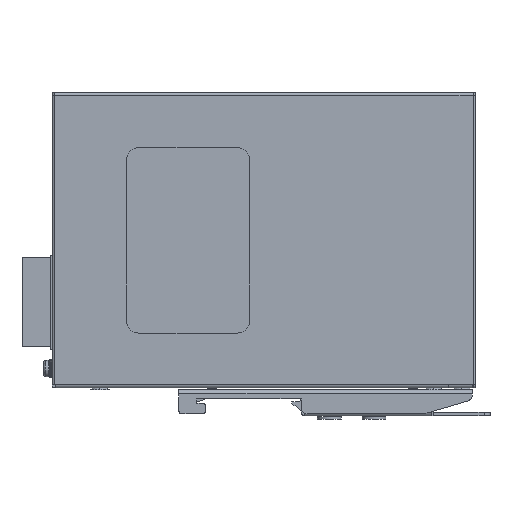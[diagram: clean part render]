
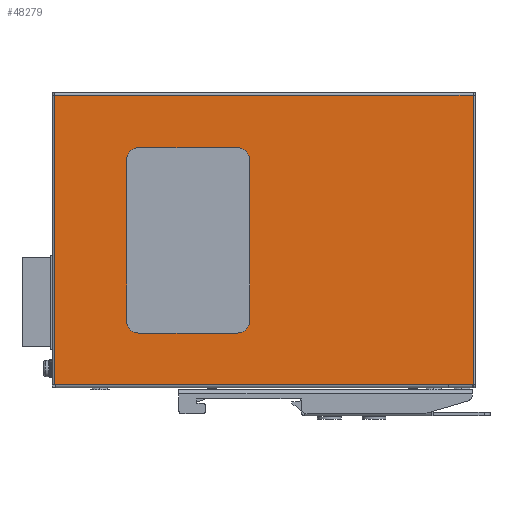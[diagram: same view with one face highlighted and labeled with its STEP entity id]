
A CAD part, left-side view. The second image highlights one B-rep face of the part: STEP entity #48279.
In plain terms, the highlighted planar face has unit normal (-1, 0, 0).
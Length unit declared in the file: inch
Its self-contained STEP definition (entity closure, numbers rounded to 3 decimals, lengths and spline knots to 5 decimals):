
#953 = LINE ( 'NONE', #65617, #5751 ) ;
#1079 = DIRECTION ( 'NONE',  ( 0., 0., -1. ) ) ;
#2383 = CIRCLE ( 'NONE', #51498, 0.15748 ) ;
#2386 = CARTESIAN_POINT ( 'NONE',  ( -1.15859, -0.01625, 3.17323 ) ) ;
#2698 = EDGE_CURVE ( 'NONE', #17624, #96201, #61805, .T. ) ;
#5751 = VECTOR ( 'NONE', #51771, 39.37008 ) ;
#7967 = DIRECTION ( 'NONE',  ( 0., 0., -1. ) ) ;
#9247 = ORIENTED_EDGE ( 'NONE', *, *, #2698, .F. ) ;
#9258 = ORIENTED_EDGE ( 'NONE', *, *, #65157, .F. ) ;
#9928 = CIRCLE ( 'NONE', #37026, 0.15748 ) ;
#10943 = VECTOR ( 'NONE', #81097, 39.37008 ) ;
#11121 = CARTESIAN_POINT ( 'NONE',  ( -1.15859, 1.79478, 2.04724 ) ) ;
#11952 = DIRECTION ( 'NONE',  ( 0., 1., 0. ) ) ;
#12160 = LINE ( 'NONE', #11121, #97240 ) ;
#12571 = EDGE_CURVE ( 'NONE', #92055, #71063, #9928, .T. ) ;
#13814 = VECTOR ( 'NONE', #91684, 39.37008 ) ;
#14629 = CARTESIAN_POINT ( 'NONE',  ( -1.15859, -2.78003, 3.85827 ) ) ;
#15376 = PLANE ( 'NONE',  #26488 ) ;
#17624 = VERTEX_POINT ( 'NONE', #100068 ) ;
#19332 = ORIENTED_EDGE ( 'NONE', *, *, #63048, .F. ) ;
#20992 = DIRECTION ( 'NONE',  ( 0., -1., 0. ) ) ;
#25718 = CIRCLE ( 'NONE', #59568, 0.15748 ) ;
#26488 = AXIS2_PLACEMENT_3D ( 'NONE', #47702, #80063, #7967 ) ;
#27007 = LINE ( 'NONE', #59366, #13814 ) ;
#27442 = EDGE_CURVE ( 'NONE', #52541, #48877, #93019, .T. ) ;
#29113 = DIRECTION ( 'NONE',  ( 0., 0., -1. ) ) ;
#30667 = EDGE_CURVE ( 'NONE', #96201, #51530, #27007, .T. ) ;
#30789 = FACE_OUTER_BOUND ( 'NONE', #37173, .T. ) ;
#31306 = ORIENTED_EDGE ( 'NONE', *, *, #12571, .T. ) ;
#31514 = DIRECTION ( 'NONE',  ( 0., 0., -1. ) ) ;
#31941 = VECTOR ( 'NONE', #82938, 39.37008 ) ;
#33197 = VECTOR ( 'NONE', #70049, 39.37008 ) ;
#34011 = VERTEX_POINT ( 'NONE', #34234 ) ;
#34150 = CARTESIAN_POINT ( 'NONE',  ( -1.15859, 1.79478, 3.01575 ) ) ;
#34234 = CARTESIAN_POINT ( 'NONE',  ( -1.15859, 0.33021, 0.72441 ) ) ;
#34661 = VECTOR ( 'NONE', #11952, 39.37008 ) ;
#36900 = CIRCLE ( 'NONE', #47123, 0.15748 ) ;
#36940 = CARTESIAN_POINT ( 'NONE',  ( -1.15859, 1.6373, 3.01575 ) ) ;
#37026 = AXIS2_PLACEMENT_3D ( 'NONE', #71788, #71242, #31514 ) ;
#37173 = EDGE_LOOP ( 'NONE', ( #19332, #80828, #100355, #9247, #9258, #51827 ) ) ;
#40078 = ORIENTED_EDGE ( 'NONE', *, *, #101106, .T. ) ;
#40690 = LINE ( 'NONE', #50209, #57378 ) ;
#40811 = LINE ( 'NONE', #96510, #10943 ) ;
#41742 = DIRECTION ( 'NONE',  ( 0., 0., 1. ) ) ;
#47123 = AXIS2_PLACEMENT_3D ( 'NONE', #36940, #84647, #75671 ) ;
#47702 = CARTESIAN_POINT ( 'NONE',  ( -1.15859, -0.01625, 2.04724 ) ) ;
#48279 = ADVANCED_FACE ( 'NONE', ( #30789, #88002 ), #15376, .F. ) ;
#48877 = VERTEX_POINT ( 'NONE', #94570 ) ;
#49885 = ORIENTED_EDGE ( 'NONE', *, *, #82803, .F. ) ;
#49980 = CARTESIAN_POINT ( 'NONE',  ( -1.15859, -0.01625, 0.72441 ) ) ;
#50209 = CARTESIAN_POINT ( 'NONE',  ( -1.15859, 2.74753, 2.04724 ) ) ;
#51498 = AXIS2_PLACEMENT_3D ( 'NONE', #60952, #75790, #29113 ) ;
#51530 = VERTEX_POINT ( 'NONE', #103313 ) ;
#51687 = EDGE_CURVE ( 'NONE', #51530, #64274, #40690, .T. ) ;
#51771 = DIRECTION ( 'NONE',  ( 0., 0., 1. ) ) ;
#51827 = ORIENTED_EDGE ( 'NONE', *, *, #66217, .F. ) ;
#52541 = VERTEX_POINT ( 'NONE', #92675 ) ;
#52982 = DIRECTION ( 'NONE',  ( 0., 0., -1. ) ) ;
#53332 = CARTESIAN_POINT ( 'NONE',  ( -1.15859, -0.01625, 3.86614 ) ) ;
#57203 = CARTESIAN_POINT ( 'NONE',  ( -1.15859, 1.79478, 0.88189 ) ) ;
#57378 = VECTOR ( 'NONE', #41742, 39.37008 ) ;
#57631 = VERTEX_POINT ( 'NONE', #100715 ) ;
#59227 = CARTESIAN_POINT ( 'NONE',  ( -1.15859, 0.17273, 0.88189 ) ) ;
#59366 = CARTESIAN_POINT ( 'NONE',  ( -1.15859, 2.74753, 2.04724 ) ) ;
#59564 = ORIENTED_EDGE ( 'NONE', *, *, #86604, .T. ) ;
#59568 = AXIS2_PLACEMENT_3D ( 'NONE', #97583, #73692, #1079 ) ;
#60952 = CARTESIAN_POINT ( 'NONE',  ( -1.15859, 0.33021, 3.01575 ) ) ;
#61446 = VECTOR ( 'NONE', #20992, 39.37008 ) ;
#61805 = LINE ( 'NONE', #100529, #34661 ) ;
#63048 = EDGE_CURVE ( 'NONE', #64274, #57631, #95211, .T. ) ;
#64077 = EDGE_CURVE ( 'NONE', #81617, #90418, #953, .T. ) ;
#64274 = VERTEX_POINT ( 'NONE', #69224 ) ;
#65157 = EDGE_CURVE ( 'NONE', #67241, #17624, #40811, .T. ) ;
#65617 = CARTESIAN_POINT ( 'NONE',  ( -1.15859, 0.17273, 2.04724 ) ) ;
#66217 = EDGE_CURVE ( 'NONE', #57631, #67241, #85946, .T. ) ;
#67241 = VERTEX_POINT ( 'NONE', #14629 ) ;
#69224 = CARTESIAN_POINT ( 'NONE',  ( -1.15859, 2.74753, 3.86614 ) ) ;
#70049 = DIRECTION ( 'NONE',  ( 0., 0., -1. ) ) ;
#71063 = VERTEX_POINT ( 'NONE', #57203 ) ;
#71064 = ORIENTED_EDGE ( 'NONE', *, *, #64077, .F. ) ;
#71242 = DIRECTION ( 'NONE',  ( 1., 0., 0. ) ) ;
#71788 = CARTESIAN_POINT ( 'NONE',  ( -1.15859, 1.6373, 0.88189 ) ) ;
#73692 = DIRECTION ( 'NONE',  ( 1., 0., 0. ) ) ;
#73987 = ORIENTED_EDGE ( 'NONE', *, *, #76034, .F. ) ;
#75671 = DIRECTION ( 'NONE',  ( 0., 0., -1. ) ) ;
#75790 = DIRECTION ( 'NONE',  ( 1., 0., 0. ) ) ;
#76028 = EDGE_CURVE ( 'NONE', #52541, #90418, #2383, .T. ) ;
#76034 = EDGE_CURVE ( 'NONE', #94734, #71063, #12160, .T. ) ;
#78506 = CARTESIAN_POINT ( 'NONE',  ( -1.15859, -2.78003, 2.04724 ) ) ;
#80063 = DIRECTION ( 'NONE',  ( 1., 0., 0. ) ) ;
#80828 = ORIENTED_EDGE ( 'NONE', *, *, #51687, .F. ) ;
#81097 = DIRECTION ( 'NONE',  ( 0., 0., -1. ) ) ;
#81617 = VERTEX_POINT ( 'NONE', #59227 ) ;
#81780 = LINE ( 'NONE', #49980, #96380 ) ;
#82803 = EDGE_CURVE ( 'NONE', #92055, #34011, #81780, .T. ) ;
#82938 = DIRECTION ( 'NONE',  ( 0., 1., 0. ) ) ;
#84647 = DIRECTION ( 'NONE',  ( 1., 0., 0. ) ) ;
#85946 = LINE ( 'NONE', #78506, #33197 ) ;
#86604 = EDGE_CURVE ( 'NONE', #81617, #34011, #25718, .T. ) ;
#87074 = CARTESIAN_POINT ( 'NONE',  ( -1.15859, 1.6373, 0.72441 ) ) ;
#88002 = FACE_BOUND ( 'NONE', #95059, .T. ) ;
#89653 = ORIENTED_EDGE ( 'NONE', *, *, #27442, .F. ) ;
#90418 = VERTEX_POINT ( 'NONE', #99005 ) ;
#91684 = DIRECTION ( 'NONE',  ( 0., 0., 1. ) ) ;
#92055 = VERTEX_POINT ( 'NONE', #87074 ) ;
#92675 = CARTESIAN_POINT ( 'NONE',  ( -1.15859, 0.33021, 3.17323 ) ) ;
#93019 = LINE ( 'NONE', #2386, #31941 ) ;
#94083 = CARTESIAN_POINT ( 'NONE',  ( -1.15859, 2.74753, 0.03937 ) ) ;
#94570 = CARTESIAN_POINT ( 'NONE',  ( -1.15859, 1.6373, 3.17323 ) ) ;
#94734 = VERTEX_POINT ( 'NONE', #34150 ) ;
#95059 = EDGE_LOOP ( 'NONE', ( #59564, #49885, #31306, #73987, #40078, #89653, #97002, #71064 ) ) ;
#95211 = LINE ( 'NONE', #53332, #61446 ) ;
#96201 = VERTEX_POINT ( 'NONE', #94083 ) ;
#96380 = VECTOR ( 'NONE', #97731, 39.37008 ) ;
#96510 = CARTESIAN_POINT ( 'NONE',  ( -1.15859, -2.78003, 2.04724 ) ) ;
#97002 = ORIENTED_EDGE ( 'NONE', *, *, #76028, .T. ) ;
#97240 = VECTOR ( 'NONE', #52982, 39.37008 ) ;
#97583 = CARTESIAN_POINT ( 'NONE',  ( -1.15859, 0.33021, 0.88189 ) ) ;
#97731 = DIRECTION ( 'NONE',  ( 0., -1., 0. ) ) ;
#99005 = CARTESIAN_POINT ( 'NONE',  ( -1.15859, 0.17273, 3.01575 ) ) ;
#100068 = CARTESIAN_POINT ( 'NONE',  ( -1.15859, -2.78003, 0.03937 ) ) ;
#100355 = ORIENTED_EDGE ( 'NONE', *, *, #30667, .F. ) ;
#100529 = CARTESIAN_POINT ( 'NONE',  ( -1.15859, -0.01625, 0.03937 ) ) ;
#100715 = CARTESIAN_POINT ( 'NONE',  ( -1.15859, -2.78003, 3.86614 ) ) ;
#101106 = EDGE_CURVE ( 'NONE', #94734, #48877, #36900, .T. ) ;
#103313 = CARTESIAN_POINT ( 'NONE',  ( -1.15859, 2.74753, 3.85827 ) ) ;
